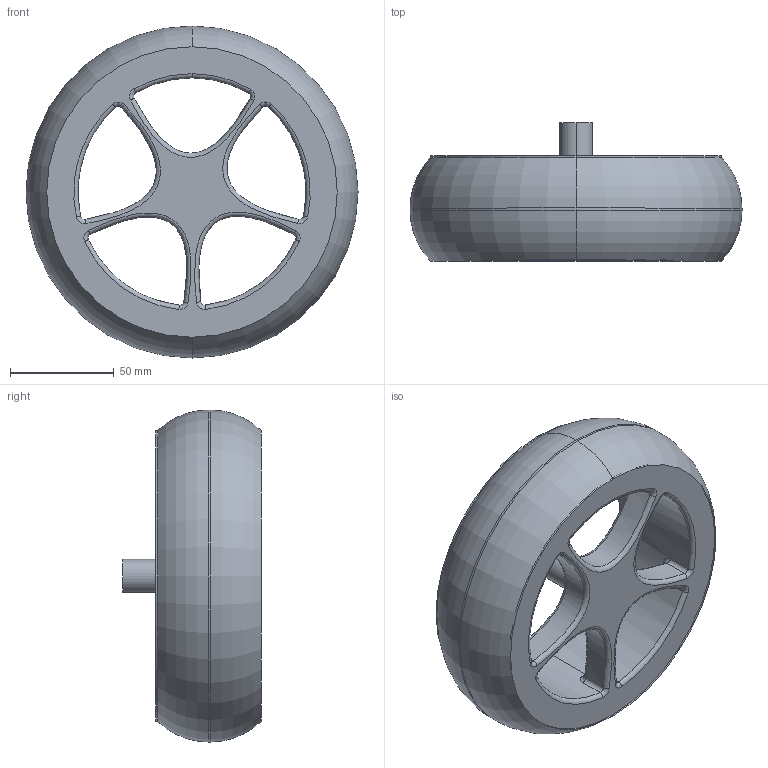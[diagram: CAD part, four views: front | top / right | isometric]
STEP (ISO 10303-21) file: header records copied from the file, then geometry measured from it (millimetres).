
FILE_DESCRIPTION (( 'STEP AP203' ), '1' );
FILE_NAME ('Big_wheel_Predeterminado_sldprt.STEP', '2023-07-03T07:51:41', ( '' ), ( '' ), 'SwSTEP 2.0', 'SolidWorks 2022', '' );
FILE_SCHEMA (( 'CONFIG_CONTROL_DESIGN' ));
Length unit declared in the file: millimetre
Products named in the file (1): Big_wheel_Predeterminado_sldprt
Bounding box: 160 x 66.79 x 160 mm (x, y, z)
Volume: 503249.2 mm3; surface area: 112735.8 mm2
Topology: 2 solids, 2 shells, 81 faces, 192 edges, 111 vertices
Faces by surface type: torus 27, bspline 25, cylinder 24, plane 5
Entity records: 5036 total; most frequent: CARTESIAN_POINT 3161, ORIENTED_EDGE 384, DIRECTION 384, EDGE_CURVE 192, AXIS2_PLACEMENT_3D 175, CIRCLE 118, VERTEX_POINT 111, EDGE_LOOP 89
